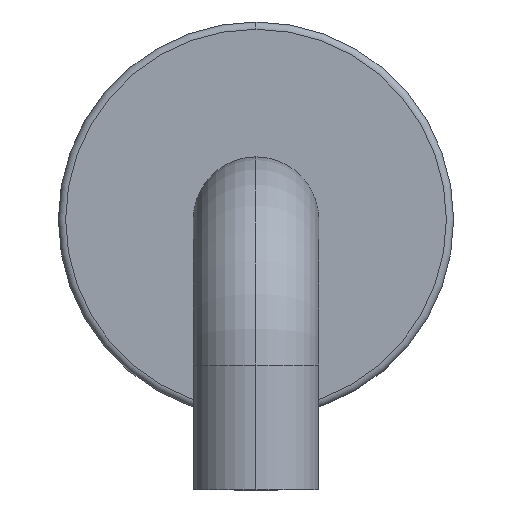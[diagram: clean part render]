
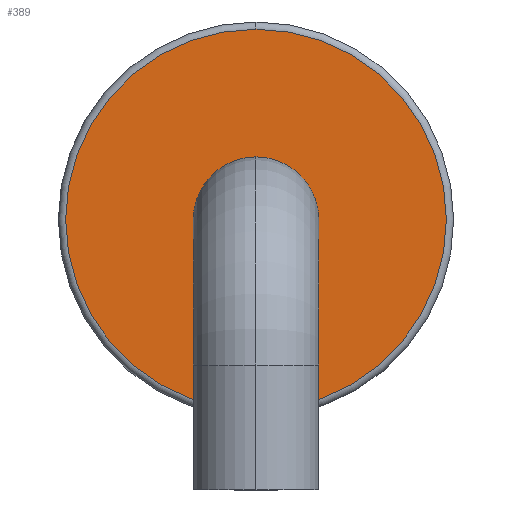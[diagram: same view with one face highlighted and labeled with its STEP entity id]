
A CAD part, left-side view. The second image highlights one B-rep face of the part: STEP entity #389.
In plain terms, the highlighted planar face has unit normal (-1, 0, 0).
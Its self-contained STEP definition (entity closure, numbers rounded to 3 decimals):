
#45 = CYLINDRICAL_SURFACE('',#46,0.432);
#46 = AXIS2_PLACEMENT_3D('',#47,#48,#49);
#47 = CARTESIAN_POINT('',(-1.,0.,1.36));
#48 = DIRECTION('',(-1.,0.,0.));
#49 = DIRECTION('',(0.,0.,1.));
#141 = VERTEX_POINT('',#142);
#142 = CARTESIAN_POINT('',(-7.685,0.,0.928));
#156 = CYLINDRICAL_SURFACE('',#157,0.432);
#157 = AXIS2_PLACEMENT_3D('',#158,#159,#160);
#158 = CARTESIAN_POINT('',(-1.,0.,1.36));
#159 = DIRECTION('',(-1.,0.,0.));
#160 = DIRECTION('',(0.,0.,1.));
#168 = EDGE_CURVE('',#141,#169,#171,.T.);
#169 = VERTEX_POINT('',#170);
#170 = CARTESIAN_POINT('',(-7.685,0.,1.792));
#171 = SURFACE_CURVE('',#172,(#177,#184),.PCURVE_S1.);
#172 = CIRCLE('',#173,0.432);
#173 = AXIS2_PLACEMENT_3D('',#174,#175,#176);
#174 = CARTESIAN_POINT('',(-7.685,0.,1.36));
#175 = DIRECTION('',(-1.,0.,0.));
#176 = DIRECTION('',(0.,0.,1.));
#177 = PCURVE('',#45,#178);
#178 = DEFINITIONAL_REPRESENTATION('',(#179),#183);
#179 = LINE('',#180,#181);
#180 = CARTESIAN_POINT('',(0.,6.685));
#181 = VECTOR('',#182,1.);
#182 = DIRECTION('',(1.,0.));
#183 = ( GEOMETRIC_REPRESENTATION_CONTEXT(2) 
PARAMETRIC_REPRESENTATION_CONTEXT() REPRESENTATION_CONTEXT('2D SPACE',''
  ) );
#184 = PCURVE('',#185,#190);
#185 = PLANE('',#186);
#186 = AXIS2_PLACEMENT_3D('',#187,#188,#189);
#187 = CARTESIAN_POINT('',(-7.685,0.432,1.36));
#188 = DIRECTION('',(1.,0.,0.));
#189 = DIRECTION('',(0.,0.,-1.));
#190 = DEFINITIONAL_REPRESENTATION('',(#191),#199);
#191 = ( BOUNDED_CURVE() B_SPLINE_CURVE(2,(#192,#193,#194,#195,#196,#197
,#198),.UNSPECIFIED.,.T.,.F.) B_SPLINE_CURVE_WITH_KNOTS((1,2,2,2,2,1),(
    -2.094,0.,2.094,4.189,6.283,
8.378),.UNSPECIFIED.) CURVE() GEOMETRIC_REPRESENTATION_ITEM() 
RATIONAL_B_SPLINE_CURVE((1.,0.5,1.,0.5,1.,0.5,1.)) REPRESENTATION_ITEM(
  '') );
#192 = CARTESIAN_POINT('',(-0.432,-0.432));
#193 = CARTESIAN_POINT('',(-0.432,0.316));
#194 = CARTESIAN_POINT('',(0.216,-0.058));
#195 = CARTESIAN_POINT('',(0.864,-0.432));
#196 = CARTESIAN_POINT('',(0.216,-0.806));
#197 = CARTESIAN_POINT('',(-0.432,-1.18));
#198 = CARTESIAN_POINT('',(-0.432,-0.432));
#199 = ( GEOMETRIC_REPRESENTATION_CONTEXT(2) 
PARAMETRIC_REPRESENTATION_CONTEXT() REPRESENTATION_CONTEXT('2D SPACE',''
  ) );
#361 = EDGE_CURVE('',#169,#141,#362,.T.);
#362 = SURFACE_CURVE('',#363,(#368,#375),.PCURVE_S1.);
#363 = CIRCLE('',#364,0.432);
#364 = AXIS2_PLACEMENT_3D('',#365,#366,#367);
#365 = CARTESIAN_POINT('',(-7.685,0.,1.36));
#366 = DIRECTION('',(-1.,0.,0.));
#367 = DIRECTION('',(0.,0.,1.));
#368 = PCURVE('',#156,#369);
#369 = DEFINITIONAL_REPRESENTATION('',(#370),#374);
#370 = LINE('',#371,#372);
#371 = CARTESIAN_POINT('',(0.,6.685));
#372 = VECTOR('',#373,1.);
#373 = DIRECTION('',(1.,0.));
#374 = ( GEOMETRIC_REPRESENTATION_CONTEXT(2) 
PARAMETRIC_REPRESENTATION_CONTEXT() REPRESENTATION_CONTEXT('2D SPACE',''
  ) );
#375 = PCURVE('',#185,#376);
#376 = DEFINITIONAL_REPRESENTATION('',(#377),#385);
#377 = ( BOUNDED_CURVE() B_SPLINE_CURVE(2,(#378,#379,#380,#381,#382,#383
,#384),.UNSPECIFIED.,.T.,.F.) B_SPLINE_CURVE_WITH_KNOTS((1,2,2,2,2,1),(
    -2.094,0.,2.094,4.189,6.283,
8.378),.UNSPECIFIED.) CURVE() GEOMETRIC_REPRESENTATION_ITEM() 
RATIONAL_B_SPLINE_CURVE((1.,0.5,1.,0.5,1.,0.5,1.)) REPRESENTATION_ITEM(
  '') );
#378 = CARTESIAN_POINT('',(-0.432,-0.432));
#379 = CARTESIAN_POINT('',(-0.432,0.316));
#380 = CARTESIAN_POINT('',(0.216,-0.058));
#381 = CARTESIAN_POINT('',(0.864,-0.432));
#382 = CARTESIAN_POINT('',(0.216,-0.806));
#383 = CARTESIAN_POINT('',(-0.432,-1.18));
#384 = CARTESIAN_POINT('',(-0.432,-0.432));
#385 = ( GEOMETRIC_REPRESENTATION_CONTEXT(2) 
PARAMETRIC_REPRESENTATION_CONTEXT() REPRESENTATION_CONTEXT('2D SPACE',''
  ) );
#389 = ADVANCED_FACE('',(#390,#458),#185,.F.);
#390 = FACE_BOUND('',#391,.T.);
#391 = EDGE_LOOP('',(#392,#427));
#392 = ORIENTED_EDGE('',*,*,#393,.T.);
#393 = EDGE_CURVE('',#394,#396,#398,.T.);
#394 = VERTEX_POINT('',#395);
#395 = CARTESIAN_POINT('',(-7.685,0.,0.05));
#396 = VERTEX_POINT('',#397);
#397 = CARTESIAN_POINT('',(-7.685,0.,2.67));
#398 = SURFACE_CURVE('',#399,(#404,#415),.PCURVE_S1.);
#399 = CIRCLE('',#400,1.31);
#400 = AXIS2_PLACEMENT_3D('',#401,#402,#403);
#401 = CARTESIAN_POINT('',(-7.685,0.,1.36));
#402 = DIRECTION('',(-1.,-0.,-0.));
#403 = DIRECTION('',(0.,0.,-1.));
#404 = PCURVE('',#185,#405);
#405 = DEFINITIONAL_REPRESENTATION('',(#406),#414);
#406 = ( BOUNDED_CURVE() B_SPLINE_CURVE(2,(#407,#408,#409,#410,#411,#412
,#413),.UNSPECIFIED.,.T.,.F.) B_SPLINE_CURVE_WITH_KNOTS((1,2,2,2,2,1),(
    -2.094,0.,2.094,4.189,6.283,
8.378),.UNSPECIFIED.) CURVE() GEOMETRIC_REPRESENTATION_ITEM() 
RATIONAL_B_SPLINE_CURVE((1.,0.5,1.,0.5,1.,0.5,1.)) REPRESENTATION_ITEM(
  '') );
#407 = CARTESIAN_POINT('',(1.31,-0.432));
#408 = CARTESIAN_POINT('',(1.31,-2.701));
#409 = CARTESIAN_POINT('',(-0.655,-1.566));
#410 = CARTESIAN_POINT('',(-2.62,-0.432));
#411 = CARTESIAN_POINT('',(-0.655,0.702));
#412 = CARTESIAN_POINT('',(1.31,1.837));
#413 = CARTESIAN_POINT('',(1.31,-0.432));
#414 = ( GEOMETRIC_REPRESENTATION_CONTEXT(2) 
PARAMETRIC_REPRESENTATION_CONTEXT() REPRESENTATION_CONTEXT('2D SPACE',''
  ) );
#415 = PCURVE('',#416,#421);
#416 = TOROIDAL_SURFACE('',#417,1.31,0.05);
#417 = AXIS2_PLACEMENT_3D('',#418,#419,#420);
#418 = CARTESIAN_POINT('',(-7.635,0.,1.36));
#419 = DIRECTION('',(1.,0.,0.));
#420 = DIRECTION('',(0.,0.,-1.));
#421 = DEFINITIONAL_REPRESENTATION('',(#422),#426);
#422 = LINE('',#423,#424);
#423 = CARTESIAN_POINT('',(6.283,4.712));
#424 = VECTOR('',#425,1.);
#425 = DIRECTION('',(-1.,0.));
#426 = ( GEOMETRIC_REPRESENTATION_CONTEXT(2) 
PARAMETRIC_REPRESENTATION_CONTEXT() REPRESENTATION_CONTEXT('2D SPACE',''
  ) );
#427 = ORIENTED_EDGE('',*,*,#428,.T.);
#428 = EDGE_CURVE('',#396,#394,#429,.T.);
#429 = SURFACE_CURVE('',#430,(#435,#446),.PCURVE_S1.);
#430 = CIRCLE('',#431,1.31);
#431 = AXIS2_PLACEMENT_3D('',#432,#433,#434);
#432 = CARTESIAN_POINT('',(-7.685,0.,1.36));
#433 = DIRECTION('',(-1.,-0.,-0.));
#434 = DIRECTION('',(0.,0.,-1.));
#435 = PCURVE('',#185,#436);
#436 = DEFINITIONAL_REPRESENTATION('',(#437),#445);
#437 = ( BOUNDED_CURVE() B_SPLINE_CURVE(2,(#438,#439,#440,#441,#442,#443
,#444),.UNSPECIFIED.,.T.,.F.) B_SPLINE_CURVE_WITH_KNOTS((1,2,2,2,2,1),(
    -2.094,0.,2.094,4.189,6.283,
8.378),.UNSPECIFIED.) CURVE() GEOMETRIC_REPRESENTATION_ITEM() 
RATIONAL_B_SPLINE_CURVE((1.,0.5,1.,0.5,1.,0.5,1.)) REPRESENTATION_ITEM(
  '') );
#438 = CARTESIAN_POINT('',(1.31,-0.432));
#439 = CARTESIAN_POINT('',(1.31,-2.701));
#440 = CARTESIAN_POINT('',(-0.655,-1.566));
#441 = CARTESIAN_POINT('',(-2.62,-0.432));
#442 = CARTESIAN_POINT('',(-0.655,0.702));
#443 = CARTESIAN_POINT('',(1.31,1.837));
#444 = CARTESIAN_POINT('',(1.31,-0.432));
#445 = ( GEOMETRIC_REPRESENTATION_CONTEXT(2) 
PARAMETRIC_REPRESENTATION_CONTEXT() REPRESENTATION_CONTEXT('2D SPACE',''
  ) );
#446 = PCURVE('',#447,#452);
#447 = TOROIDAL_SURFACE('',#448,1.31,0.05);
#448 = AXIS2_PLACEMENT_3D('',#449,#450,#451);
#449 = CARTESIAN_POINT('',(-7.635,0.,1.36));
#450 = DIRECTION('',(1.,0.,0.));
#451 = DIRECTION('',(0.,0.,-1.));
#452 = DEFINITIONAL_REPRESENTATION('',(#453),#457);
#453 = LINE('',#454,#455);
#454 = CARTESIAN_POINT('',(6.283,4.712));
#455 = VECTOR('',#456,1.);
#456 = DIRECTION('',(-1.,0.));
#457 = ( GEOMETRIC_REPRESENTATION_CONTEXT(2) 
PARAMETRIC_REPRESENTATION_CONTEXT() REPRESENTATION_CONTEXT('2D SPACE',''
  ) );
#458 = FACE_BOUND('',#459,.T.);
#459 = EDGE_LOOP('',(#460,#461));
#460 = ORIENTED_EDGE('',*,*,#361,.F.);
#461 = ORIENTED_EDGE('',*,*,#168,.F.);
